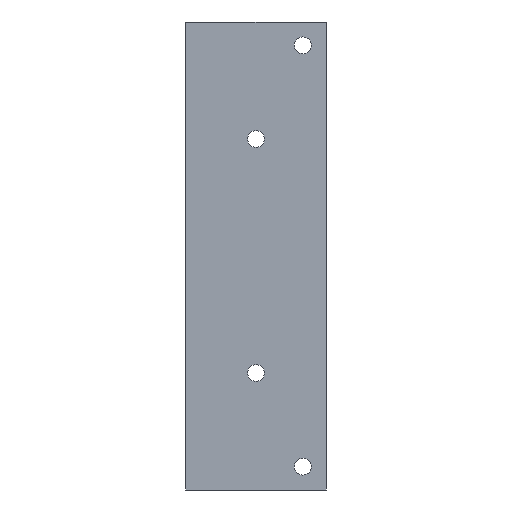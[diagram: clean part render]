
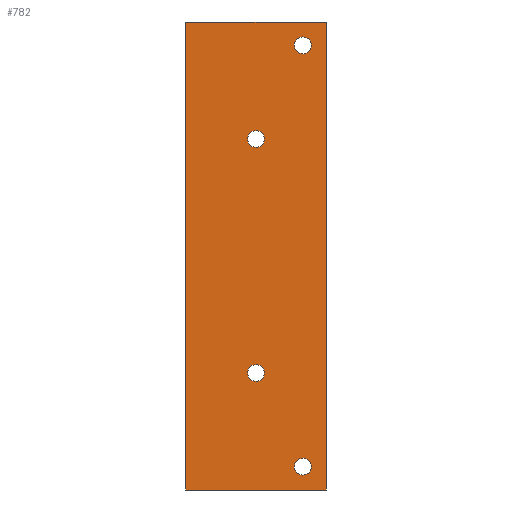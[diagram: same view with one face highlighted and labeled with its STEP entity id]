
A CAD part, front view. The second image highlights one B-rep face of the part: STEP entity #782.
In plain terms, the highlighted planar face has unit normal (0, -1, 0).
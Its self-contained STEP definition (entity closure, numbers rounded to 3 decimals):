
#6 = VERTEX_POINT ( 'NONE', #1310 ) ;
#26 = CARTESIAN_POINT ( 'NONE',  ( -15., 0., -46.8 ) ) ;
#52 = CIRCLE ( 'NONE', #819, 1.8 ) ;
#61 = CARTESIAN_POINT ( 'NONE',  ( -10., 0., -50. ) ) ;
#72 = VERTEX_POINT ( 'NONE', #1099 ) ;
#73 = AXIS2_PLACEMENT_3D ( 'NONE', #1061, #853, #650 ) ;
#120 = CARTESIAN_POINT ( 'NONE',  ( 0., 0., 0. ) ) ;
#135 = DIRECTION ( 'NONE',  ( 0., -1., 0. ) ) ;
#146 = EDGE_LOOP ( 'NONE', ( #1155, #249 ) ) ;
#156 = DIRECTION ( 'NONE',  ( 0., 0., 1. ) ) ;
#159 = DIRECTION ( 'NONE',  ( 0., 0., -1. ) ) ;
#165 = CARTESIAN_POINT ( 'NONE',  ( -40., 0., -50. ) ) ;
#219 = CARTESIAN_POINT ( 'NONE',  ( -15., 0., -43.2 ) ) ;
#231 = AXIS2_PLACEMENT_3D ( 'NONE', #1202, #680, #1100 ) ;
#249 = ORIENTED_EDGE ( 'NONE', *, *, #608, .T. ) ;
#253 = CARTESIAN_POINT ( 'NONE',  ( -25., 0., 25. ) ) ;
#258 = VERTEX_POINT ( 'NONE', #219 ) ;
#278 = EDGE_CURVE ( 'NONE', #72, #812, #875, .T. ) ;
#288 = ORIENTED_EDGE ( 'NONE', *, *, #498, .F. ) ;
#297 = VECTOR ( 'NONE', #856, 1000. ) ;
#326 = FACE_BOUND ( 'NONE', #1103, .T. ) ;
#336 = CIRCLE ( 'NONE', #378, 1.8 ) ;
#337 = CARTESIAN_POINT ( 'NONE',  ( -40., 0., 50. ) ) ;
#340 = FACE_BOUND ( 'NONE', #1181, .T. ) ;
#341 = CIRCLE ( 'NONE', #1108, 1.8 ) ;
#378 = AXIS2_PLACEMENT_3D ( 'NONE', #1051, #1042, #500 ) ;
#385 = DIRECTION ( 'NONE',  ( 0., 0., 1. ) ) ;
#389 = VERTEX_POINT ( 'NONE', #774 ) ;
#410 = EDGE_LOOP ( 'NONE', ( #835, #1360, #859, #437 ) ) ;
#419 = ORIENTED_EDGE ( 'NONE', *, *, #1069, .F. ) ;
#426 = EDGE_CURVE ( 'NONE', #699, #1025, #341, .T. ) ;
#437 = ORIENTED_EDGE ( 'NONE', *, *, #820, .F. ) ;
#468 = DIRECTION ( 'NONE',  ( 0., 0., 1. ) ) ;
#475 = VERTEX_POINT ( 'NONE', #1002 ) ;
#486 = VECTOR ( 'NONE', #156, 1000. ) ;
#498 = EDGE_CURVE ( 'NONE', #475, #700, #929, .T. ) ;
#500 = DIRECTION ( 'NONE',  ( 0., 0., -1. ) ) ;
#513 = DIRECTION ( 'NONE',  ( 0., 1., 0. ) ) ;
#526 = DIRECTION ( 'NONE',  ( 1., 0., 0. ) ) ;
#555 = CIRCLE ( 'NONE', #1066, 1.8 ) ;
#557 = DIRECTION ( 'NONE',  ( -1., 0., 0. ) ) ;
#568 = EDGE_CURVE ( 'NONE', #737, #258, #336, .T. ) ;
#582 = CARTESIAN_POINT ( 'NONE',  ( -15., 0., -45. ) ) ;
#608 = EDGE_CURVE ( 'NONE', #1025, #699, #1301, .T. ) ;
#644 = LINE ( 'NONE', #337, #907 ) ;
#650 = DIRECTION ( 'NONE',  ( 0., 0., -1. ) ) ;
#653 = PLANE ( 'NONE',  #686 ) ;
#675 = VERTEX_POINT ( 'NONE', #1264 ) ;
#680 = DIRECTION ( 'NONE',  ( 0., 1., 0. ) ) ;
#686 = AXIS2_PLACEMENT_3D ( 'NONE', #120, #747, #1164 ) ;
#698 = DIRECTION ( 'NONE',  ( 0., -1., 0. ) ) ;
#699 = VERTEX_POINT ( 'NONE', #1170 ) ;
#700 = VERTEX_POINT ( 'NONE', #840 ) ;
#707 = ORIENTED_EDGE ( 'NONE', *, *, #1274, .F. ) ;
#712 = AXIS2_PLACEMENT_3D ( 'NONE', #1150, #1120, #1238 ) ;
#736 = CIRCLE ( 'NONE', #73, 1.8 ) ;
#737 = VERTEX_POINT ( 'NONE', #26 ) ;
#742 = FACE_OUTER_BOUND ( 'NONE', #410, .T. ) ;
#747 = DIRECTION ( 'NONE',  ( 0., 1., 0. ) ) ;
#750 = ORIENTED_EDGE ( 'NONE', *, *, #1023, .T. ) ;
#769 = VERTEX_POINT ( 'NONE', #966 ) ;
#774 = CARTESIAN_POINT ( 'NONE',  ( -40., 0., -50. ) ) ;
#782 = ADVANCED_FACE ( 'NONE', ( #326, #340, #1361, #1257, #742 ), #653, .F. ) ;
#812 = VERTEX_POINT ( 'NONE', #61 ) ;
#819 = AXIS2_PLACEMENT_3D ( 'NONE', #582, #135, #994 ) ;
#820 = EDGE_CURVE ( 'NONE', #812, #389, #1112, .T. ) ;
#835 = ORIENTED_EDGE ( 'NONE', *, *, #278, .F. ) ;
#840 = CARTESIAN_POINT ( 'NONE',  ( -15., 0., 43.2 ) ) ;
#853 = DIRECTION ( 'NONE',  ( 0., -1., 0. ) ) ;
#856 = DIRECTION ( 'NONE',  ( 0., 0., -1. ) ) ;
#859 = ORIENTED_EDGE ( 'NONE', *, *, #1221, .F. ) ;
#869 = CARTESIAN_POINT ( 'NONE',  ( -10., 0., 50. ) ) ;
#870 = ORIENTED_EDGE ( 'NONE', *, *, #568, .F. ) ;
#875 = LINE ( 'NONE', #869, #297 ) ;
#906 = CARTESIAN_POINT ( 'NONE',  ( -25., 0., 23.2 ) ) ;
#907 = VECTOR ( 'NONE', #526, 1000. ) ;
#909 = CIRCLE ( 'NONE', #231, 1.8 ) ;
#929 = CIRCLE ( 'NONE', #1211, 1.8 ) ;
#966 = CARTESIAN_POINT ( 'NONE',  ( -25., 0., -26.8 ) ) ;
#994 = DIRECTION ( 'NONE',  ( 0., 0., -1. ) ) ;
#998 = DIRECTION ( 'NONE',  ( 0., 1., 0. ) ) ;
#1002 = CARTESIAN_POINT ( 'NONE',  ( -15., 0., 46.8 ) ) ;
#1023 = EDGE_CURVE ( 'NONE', #6, #769, #555, .T. ) ;
#1025 = VERTEX_POINT ( 'NONE', #906 ) ;
#1039 = VECTOR ( 'NONE', #557, 1000. ) ;
#1042 = DIRECTION ( 'NONE',  ( 0., -1., 0. ) ) ;
#1051 = CARTESIAN_POINT ( 'NONE',  ( -15., 0., -45. ) ) ;
#1061 = CARTESIAN_POINT ( 'NONE',  ( -15., 0., 45. ) ) ;
#1066 = AXIS2_PLACEMENT_3D ( 'NONE', #1338, #513, #385 ) ;
#1069 = EDGE_CURVE ( 'NONE', #700, #475, #736, .T. ) ;
#1092 = CARTESIAN_POINT ( 'NONE',  ( -15., 0., 45. ) ) ;
#1099 = CARTESIAN_POINT ( 'NONE',  ( -10., 0., 50. ) ) ;
#1100 = DIRECTION ( 'NONE',  ( 0., 0., 1. ) ) ;
#1103 = EDGE_LOOP ( 'NONE', ( #870, #707 ) ) ;
#1108 = AXIS2_PLACEMENT_3D ( 'NONE', #253, #998, #468 ) ;
#1112 = LINE ( 'NONE', #1317, #1039 ) ;
#1117 = EDGE_LOOP ( 'NONE', ( #750, #1314 ) ) ;
#1120 = DIRECTION ( 'NONE',  ( 0., 1., 0. ) ) ;
#1150 = CARTESIAN_POINT ( 'NONE',  ( -25., 0., 25. ) ) ;
#1155 = ORIENTED_EDGE ( 'NONE', *, *, #426, .T. ) ;
#1164 = DIRECTION ( 'NONE',  ( 0., 0., 1. ) ) ;
#1170 = CARTESIAN_POINT ( 'NONE',  ( -25., 0., 26.8 ) ) ;
#1176 = EDGE_CURVE ( 'NONE', #675, #72, #644, .T. ) ;
#1181 = EDGE_LOOP ( 'NONE', ( #419, #288 ) ) ;
#1202 = CARTESIAN_POINT ( 'NONE',  ( -25., 0., -25. ) ) ;
#1207 = LINE ( 'NONE', #165, #486 ) ;
#1211 = AXIS2_PLACEMENT_3D ( 'NONE', #1092, #698, #159 ) ;
#1221 = EDGE_CURVE ( 'NONE', #389, #675, #1207, .T. ) ;
#1238 = DIRECTION ( 'NONE',  ( 0., 0., 1. ) ) ;
#1257 = FACE_BOUND ( 'NONE', #1117, .T. ) ;
#1264 = CARTESIAN_POINT ( 'NONE',  ( -40., 0., 50. ) ) ;
#1274 = EDGE_CURVE ( 'NONE', #258, #737, #52, .T. ) ;
#1301 = CIRCLE ( 'NONE', #712, 1.8 ) ;
#1310 = CARTESIAN_POINT ( 'NONE',  ( -25., 0., -23.2 ) ) ;
#1314 = ORIENTED_EDGE ( 'NONE', *, *, #1351, .T. ) ;
#1317 = CARTESIAN_POINT ( 'NONE',  ( -40., 0., -50. ) ) ;
#1338 = CARTESIAN_POINT ( 'NONE',  ( -25., 0., -25. ) ) ;
#1351 = EDGE_CURVE ( 'NONE', #769, #6, #909, .T. ) ;
#1360 = ORIENTED_EDGE ( 'NONE', *, *, #1176, .F. ) ;
#1361 = FACE_BOUND ( 'NONE', #146, .T. ) ;
